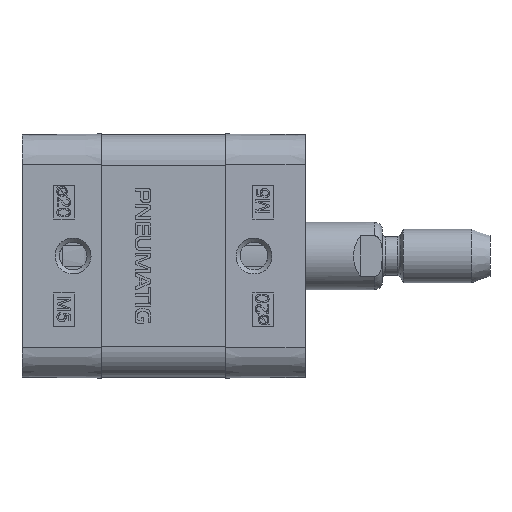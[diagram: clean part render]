
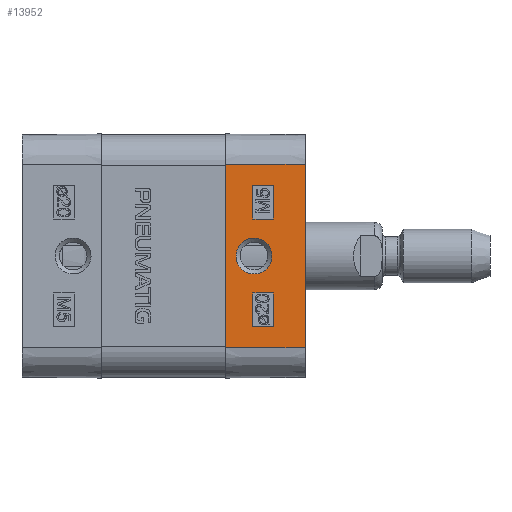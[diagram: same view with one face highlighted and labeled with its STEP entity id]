
A CAD part, left-side view. The second image highlights one B-rep face of the part: STEP entity #13952.
In plain terms, the highlighted planar face has unit normal (-1, -0.009, 0).
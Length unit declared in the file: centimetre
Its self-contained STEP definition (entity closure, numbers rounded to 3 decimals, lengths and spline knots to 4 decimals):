
#849=LINE($,#21956,#2067);
#852=LINE($,#21962,#2070);
#855=LINE($,#21968,#2073);
#858=LINE($,#21972,#2076);
#860=LINE($,#21978,#2078);
#862=LINE($,#21982,#2080);
#864=LINE($,#21986,#2082);
#866=LINE($,#21989,#2084);
#868=LINE($,#22076,#2086);
#869=LINE($,#22078,#2087);
#870=LINE($,#22080,#2088);
#871=LINE($,#22081,#2089);
#2067=VECTOR($,#17000,0.3);
#2070=VECTOR($,#17005,0.5);
#2073=VECTOR($,#17010,0.3);
#2076=VECTOR($,#17015,0.5);
#2078=VECTOR($,#17021,0.3);
#2080=VECTOR($,#17025,0.5);
#2082=VECTOR($,#17029,0.3);
#2084=VECTOR($,#17033,0.5);
#2086=VECTOR($,#17039,2.73);
#2087=VECTOR($,#17040,1.18);
#2088=VECTOR($,#17041,2.73);
#2089=VECTOR($,#17042,1.18);
#2898=PLANE($,#14892);
#3174=FACE_BOUND($,#4621,.T.);
#3175=FACE_BOUND($,#4622,.T.);
#3176=FACE_BOUND($,#4623,.T.);
#3720=FACE_OUTER_BOUND($,#4620,.T.);
#4620=EDGE_LOOP($,(#11397,#11398,#11399,#11400));
#4621=EDGE_LOOP($,(#11401,#11402,#11403,#11404));
#4622=EDGE_LOOP($,(#11405,#11406,#11407,#11408));
#4623=EDGE_LOOP($,(#11409));
#5617=B_SPLINE_CURVE_WITH_KNOTS($,3,(#22033,#22034,#22035,#22036,#22037,
#22038,#22039,#22040,#22041,#22042,#22043,#22044,#22045,#22046,#22047,#22048,
#22049,#22050,#22051,#22052,#22053,#22054,#22055,#22056,#22057,#22058,#22059,
#22060,#22061,#22062,#22063,#22064,#22065,#22066,#22067,#22068,#22069,#22070,
#22071,#22072),.UNSPECIFIED.,.T.,.F.,(4,3,3,3,3,3,3,3,3,3,3,3,3,4),(0.,
0.1199,0.3196,0.427,0.6557,
0.7375,0.9604,0.9847,1.1869,
1.3055,1.5235,1.6036,1.8423,1.9622),
 .UNSPECIFIED.);
#6586=VERTEX_POINT($,#21953);
#6587=VERTEX_POINT($,#21955);
#6589=VERTEX_POINT($,#21961);
#6591=VERTEX_POINT($,#21967);
#6592=VERTEX_POINT($,#21975);
#6593=VERTEX_POINT($,#21977);
#6594=VERTEX_POINT($,#21981);
#6595=VERTEX_POINT($,#21985);
#6596=VERTEX_POINT($,#22031);
#6597=VERTEX_POINT($,#22074);
#6598=VERTEX_POINT($,#22075);
#6599=VERTEX_POINT($,#22077);
#6600=VERTEX_POINT($,#22079);
#8302=EDGE_CURVE($,#6587,#6586,#849,.T.);
#8305=EDGE_CURVE($,#6589,#6587,#852,.T.);
#8308=EDGE_CURVE($,#6591,#6589,#855,.T.);
#8311=EDGE_CURVE($,#6586,#6591,#858,.T.);
#8313=EDGE_CURVE($,#6593,#6592,#860,.T.);
#8315=EDGE_CURVE($,#6594,#6593,#862,.T.);
#8317=EDGE_CURVE($,#6595,#6594,#864,.T.);
#8319=EDGE_CURVE($,#6592,#6595,#866,.T.);
#8321=EDGE_CURVE($,#6596,#6596,#5617,.T.);
#8322=EDGE_CURVE($,#6597,#6598,#868,.T.);
#8323=EDGE_CURVE($,#6599,#6598,#869,.T.);
#8324=EDGE_CURVE($,#6599,#6600,#870,.T.);
#8325=EDGE_CURVE($,#6600,#6597,#871,.T.);
#11397=ORIENTED_EDGE($,*,*,#8322,.T.);
#11398=ORIENTED_EDGE($,*,*,#8323,.F.);
#11399=ORIENTED_EDGE($,*,*,#8324,.T.);
#11400=ORIENTED_EDGE($,*,*,#8325,.T.);
#11401=ORIENTED_EDGE($,*,*,#8302,.T.);
#11402=ORIENTED_EDGE($,*,*,#8311,.T.);
#11403=ORIENTED_EDGE($,*,*,#8308,.T.);
#11404=ORIENTED_EDGE($,*,*,#8305,.T.);
#11405=ORIENTED_EDGE($,*,*,#8313,.T.);
#11406=ORIENTED_EDGE($,*,*,#8319,.T.);
#11407=ORIENTED_EDGE($,*,*,#8317,.T.);
#11408=ORIENTED_EDGE($,*,*,#8315,.T.);
#11409=ORIENTED_EDGE($,*,*,#8321,.F.);
#13952=ADVANCED_FACE($,(#3720,#3174,#3175,#3176),#2898,.T.);
#14892=AXIS2_PLACEMENT_3D($,#22073,#17037,#17038);
#17000=DIRECTION($,(-0.009,1.,0.));
#17005=DIRECTION($,(0.,0.,-1.));
#17010=DIRECTION($,(0.009,-1.,0.));
#17015=DIRECTION($,(0.,0.,1.));
#17021=DIRECTION($,(-0.009,1.,0.));
#17025=DIRECTION($,(0.,0.,-1.));
#17029=DIRECTION($,(0.009,-1.,0.));
#17033=DIRECTION($,(0.,0.,1.));
#17037=DIRECTION('center_axis',(-1.,-0.009,0.));
#17038=DIRECTION('ref_axis',(0.,0.,1.));
#17039=DIRECTION($,(0.,0.,1.));
#17040=DIRECTION($,(0.009,-1.,0.));
#17041=DIRECTION($,(0.,0.,-1.));
#17042=DIRECTION($,(0.009,-1.,0.));
#21953=CARTESIAN_POINT('',(-1.8115,-0.455,0.55));
#21955=CARTESIAN_POINT('',(-1.8088,-0.755,0.55));
#21956=CARTESIAN_POINT($,(-1.8088,-0.755,0.55));
#21961=CARTESIAN_POINT('',(-1.8088,-0.755,1.05));
#21962=CARTESIAN_POINT($,(-1.8088,-0.755,1.05));
#21967=CARTESIAN_POINT('',(-1.8115,-0.455,1.05));
#21968=CARTESIAN_POINT($,(-1.8115,-0.455,1.05));
#21972=CARTESIAN_POINT($,(-1.8115,-0.455,0.55));
#21975=CARTESIAN_POINT('',(-1.8115,-0.455,-1.05));
#21977=CARTESIAN_POINT('',(-1.8088,-0.755,-1.05));
#21978=CARTESIAN_POINT($,(-1.8088,-0.755,-1.05));
#21981=CARTESIAN_POINT('',(-1.8088,-0.755,-0.55));
#21982=CARTESIAN_POINT($,(-1.8088,-0.755,-0.55));
#21985=CARTESIAN_POINT('',(-1.8115,-0.455,-0.55));
#21986=CARTESIAN_POINT($,(-1.8115,-0.455,-0.55));
#21989=CARTESIAN_POINT($,(-1.8115,-0.455,-1.05));
#22031=CARTESIAN_POINT('',(-1.8137,-0.2031,0.0001));
#22033=CARTESIAN_POINT('Ctrl Pts',(-1.809,-0.7375,
0.0002));
#22034=CARTESIAN_POINT('Ctrl Pts',(-1.809,-0.7376,
0.0402));
#22035=CARTESIAN_POINT('Ctrl Pts',(-1.8091,-0.7285,
0.0812));
#22036=CARTESIAN_POINT('Ctrl Pts',(-1.8092,-0.7117,
0.1161));
#22037=CARTESIAN_POINT('Ctrl Pts',(-1.8095,-0.6837,
0.1743));
#22038=CARTESIAN_POINT('Ctrl Pts',(-1.8098,-0.6469,
0.2063));
#22039=CARTESIAN_POINT('Ctrl Pts',(-1.8102,-0.6038,
0.2313));
#22040=CARTESIAN_POINT('Ctrl Pts',(-1.8104,-0.5807,0.2448));
#22041=CARTESIAN_POINT('Ctrl Pts',(-1.8106,-0.5557,
0.2548));
#22042=CARTESIAN_POINT('Ctrl Pts',(-1.8108,-0.5301,
0.2606));
#22043=CARTESIAN_POINT('Ctrl Pts',(-1.8113,-0.4755,
0.2731));
#22044=CARTESIAN_POINT('Ctrl Pts',(-1.8118,-0.4175,
0.2681));
#22045=CARTESIAN_POINT('Ctrl Pts',(-1.8123,-0.363,
0.2447));
#22046=CARTESIAN_POINT('Ctrl Pts',(-1.8124,-0.3435,
0.2363));
#22047=CARTESIAN_POINT('Ctrl Pts',(-1.8126,-0.3235,
0.2251));
#22048=CARTESIAN_POINT('Ctrl Pts',(-1.8128,-0.3038,
0.2094));
#22049=CARTESIAN_POINT('Ctrl Pts',(-1.8133,-0.2501,
0.1666));
#22050=CARTESIAN_POINT('Ctrl Pts',(-1.8136,-0.2109,
0.0954));
#22051=CARTESIAN_POINT('Ctrl Pts',(-1.8137,-0.2042,
0.0235));
#22052=CARTESIAN_POINT('Ctrl Pts',(-1.8137,-0.2035,
0.0156));
#22053=CARTESIAN_POINT('Ctrl Pts',(-1.8137,-0.2031,
0.0078));
#22054=CARTESIAN_POINT('Ctrl Pts',(-1.8137,-0.2031,
0.0001));
#22055=CARTESIAN_POINT('Ctrl Pts',(-1.8137,-0.2031,
-0.0639));
#22056=CARTESIAN_POINT('Ctrl Pts',(-1.8135,-0.2217,
-0.107));
#22057=CARTESIAN_POINT('Ctrl Pts',(-1.8133,-0.2476,
-0.1467));
#22058=CARTESIAN_POINT('Ctrl Pts',(-1.8131,-0.2627,
-0.17));
#22059=CARTESIAN_POINT('Ctrl Pts',(-1.813,-0.2814,
-0.1912));
#22060=CARTESIAN_POINT('Ctrl Pts',(-1.8128,-0.3038,
-0.2091));
#22061=CARTESIAN_POINT('Ctrl Pts',(-1.8124,-0.3451,
-0.2421));
#22062=CARTESIAN_POINT('Ctrl Pts',(-1.8119,-0.4018,
-0.2645));
#22063=CARTESIAN_POINT('Ctrl Pts',(-1.8114,-0.4606,
-0.2672));
#22064=CARTESIAN_POINT('Ctrl Pts',(-1.8112,-0.4821,-0.2682));
#22065=CARTESIAN_POINT('Ctrl Pts',(-1.811,-0.5053,
-0.2667));
#22066=CARTESIAN_POINT('Ctrl Pts',(-1.8108,-0.5301,
-0.2611));
#22067=CARTESIAN_POINT('Ctrl Pts',(-1.8102,-0.6038,
-0.2442));
#22068=CARTESIAN_POINT('Ctrl Pts',(-1.8095,-0.6765,
-0.1883));
#22069=CARTESIAN_POINT('Ctrl Pts',(-1.8092,-0.7113,
-0.116));
#22070=CARTESIAN_POINT('Ctrl Pts',(-1.8091,-0.7288,-0.0797));
#22071=CARTESIAN_POINT('Ctrl Pts',(-1.809,-0.7374,
-0.0398));
#22072=CARTESIAN_POINT('Ctrl Pts',(-1.809,-0.7375,
0.0002));
#22073=CARTESIAN_POINT('Origin',(-1.815,-0.05,-1.365));
#22074=CARTESIAN_POINT('',(-1.8047,-1.23,-1.365));
#22075=CARTESIAN_POINT('',(-1.8047,-1.23,1.365));
#22076=CARTESIAN_POINT($,(-1.8047,-1.23,-1.365));
#22077=CARTESIAN_POINT('',(-1.815,-0.05,1.365));
#22078=CARTESIAN_POINT($,(-1.815,-0.05,1.365));
#22079=CARTESIAN_POINT('',(-1.815,-0.05,-1.365));
#22080=CARTESIAN_POINT($,(-1.815,-0.05,1.365));
#22081=CARTESIAN_POINT($,(-1.815,-0.05,-1.365));
